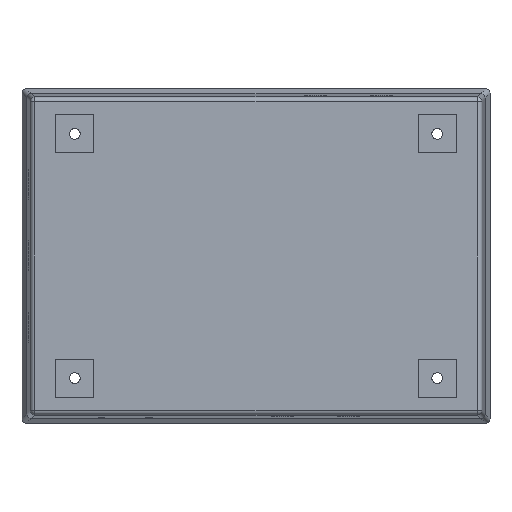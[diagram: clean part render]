
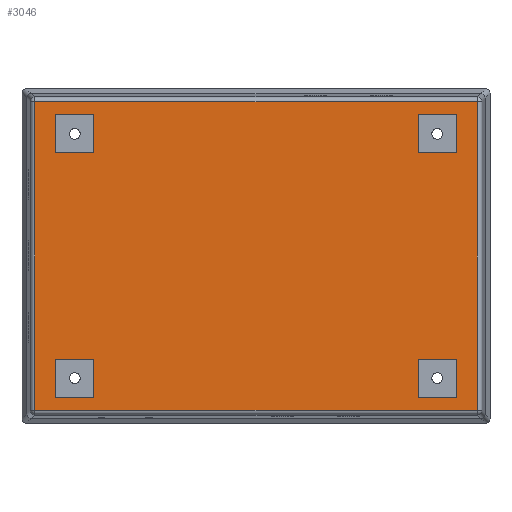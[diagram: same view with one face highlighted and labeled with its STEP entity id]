
A CAD part, front view. The second image highlights one B-rep face of the part: STEP entity #3046.
In plain terms, the highlighted planar face has unit normal (0, -1, 0).
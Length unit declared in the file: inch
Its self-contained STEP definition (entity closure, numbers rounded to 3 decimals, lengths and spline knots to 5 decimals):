
#1585=CARTESIAN_POINT('',(-5.79916,-4.75,4.04916));
#1586=VERTEX_POINT('',#1585);
#1620=CARTESIAN_POINT('',(5.79916,-4.75,4.04916));
#1621=VERTEX_POINT('',#1620);
#1655=CARTESIAN_POINT('',(-5.79916,-4.75,-4.04916));
#1656=VERTEX_POINT('',#1655);
#1732=CARTESIAN_POINT('',(5.79916,-4.75,-4.04916));
#1733=VERTEX_POINT('',#1732);
#2045=CARTESIAN_POINT('',(5.79916,-4.75,4.04916));
#2046=DIRECTION('',(0.0,0.0,-1.0));
#2047=VECTOR('',#2046,8.09833);
#2048=LINE('',#2045,#2047);
#2049=EDGE_CURVE('',#1621,#1733,#2048,.T.);
#2067=CARTESIAN_POINT('',(5.79916,-4.75,-4.04916));
#2068=DIRECTION('',(-1.0,0.0,0.0));
#2069=VECTOR('',#2068,11.59833);
#2070=LINE('',#2067,#2069);
#2071=EDGE_CURVE('',#1733,#1656,#2070,.T.);
#2507=CARTESIAN_POINT('',(-5.79916,-4.75,-4.04916));
#2508=DIRECTION('',(0.0,0.0,1.0));
#2509=VECTOR('',#2508,8.09833);
#2510=LINE('',#2507,#2509);
#2511=EDGE_CURVE('',#1656,#1586,#2510,.T.);
#2529=CARTESIAN_POINT('',(-5.79916,-4.75,4.04916));
#2530=DIRECTION('',(1.0,0.0,0.0));
#2531=VECTOR('',#2530,11.59833);
#2532=LINE('',#2529,#2531);
#2533=EDGE_CURVE('',#1586,#1621,#2532,.T.);
#2899=CARTESIAN_POINT('',(0.0,-4.75,0.0));
#2900=DIRECTION('',(0.0,1.0,0.0));
#2901=DIRECTION('',(0.0,0.0,1.0));
#2902=AXIS2_PLACEMENT_3D('',#2899,#2900,#2901);
#2903=PLANE('',#2902);
#2904=ORIENTED_EDGE('',*,*,#2049,.F.);
#2905=ORIENTED_EDGE('',*,*,#2533,.F.);
#2906=ORIENTED_EDGE('',*,*,#2511,.F.);
#2907=ORIENTED_EDGE('',*,*,#2071,.F.);
#2908=EDGE_LOOP('',(#2904,#2905,#2906,#2907));
#2909=FACE_OUTER_BOUND('',#2908,.T.);
#2910=CARTESIAN_POINT('',(5.25,-4.75,-2.7));
#2911=VERTEX_POINT('',#2910);
#2912=CARTESIAN_POINT('',(5.25,-4.75,-3.7));
#2913=VERTEX_POINT('',#2912);
#2914=CARTESIAN_POINT('',(5.25,-4.75,-2.7));
#2915=DIRECTION('',(0.0,0.0,-1.0));
#2916=VECTOR('',#2915,1.);
#2917=LINE('',#2914,#2916);
#2918=EDGE_CURVE('',#2911,#2913,#2917,.T.);
#2919=ORIENTED_EDGE('',*,*,#2918,.T.);
#2920=CARTESIAN_POINT('',(4.25,-4.75,-3.7));
#2921=VERTEX_POINT('',#2920);
#2922=CARTESIAN_POINT('',(5.25,-4.75,-3.7));
#2923=DIRECTION('',(-1.0,0.0,0.0));
#2924=VECTOR('',#2923,1.0);
#2925=LINE('',#2922,#2924);
#2926=EDGE_CURVE('',#2913,#2921,#2925,.T.);
#2927=ORIENTED_EDGE('',*,*,#2926,.T.);
#2928=CARTESIAN_POINT('',(4.25,-4.75,-2.7));
#2929=VERTEX_POINT('',#2928);
#2930=CARTESIAN_POINT('',(4.25,-4.75,-3.7));
#2931=DIRECTION('',(0.0,0.0,1.0));
#2932=VECTOR('',#2931,1.);
#2933=LINE('',#2930,#2932);
#2934=EDGE_CURVE('',#2921,#2929,#2933,.T.);
#2935=ORIENTED_EDGE('',*,*,#2934,.T.);
#2936=CARTESIAN_POINT('',(4.25,-4.75,-2.7));
#2937=DIRECTION('',(1.0,0.0,0.0));
#2938=VECTOR('',#2937,1.);
#2939=LINE('',#2936,#2938);
#2940=EDGE_CURVE('',#2929,#2911,#2939,.T.);
#2941=ORIENTED_EDGE('',*,*,#2940,.T.);
#2942=EDGE_LOOP('',(#2919,#2927,#2935,#2941));
#2943=FACE_BOUND('',#2942,.T.);
#2944=CARTESIAN_POINT('',(-5.25,-4.75,2.7));
#2945=VERTEX_POINT('',#2944);
#2946=CARTESIAN_POINT('',(-5.25,-4.75,3.7));
#2947=VERTEX_POINT('',#2946);
#2948=CARTESIAN_POINT('',(-5.25,-4.75,2.7));
#2949=DIRECTION('',(0.0,0.0,1.0));
#2950=VECTOR('',#2949,1.);
#2951=LINE('',#2948,#2950);
#2952=EDGE_CURVE('',#2945,#2947,#2951,.T.);
#2953=ORIENTED_EDGE('',*,*,#2952,.T.);
#2954=CARTESIAN_POINT('',(-4.25,-4.75,3.7));
#2955=VERTEX_POINT('',#2954);
#2956=CARTESIAN_POINT('',(-5.25,-4.75,3.7));
#2957=DIRECTION('',(1.0,0.0,0.0));
#2958=VECTOR('',#2957,1.);
#2959=LINE('',#2956,#2958);
#2960=EDGE_CURVE('',#2947,#2955,#2959,.T.);
#2961=ORIENTED_EDGE('',*,*,#2960,.T.);
#2962=CARTESIAN_POINT('',(-4.25,-4.75,2.7));
#2963=VERTEX_POINT('',#2962);
#2964=CARTESIAN_POINT('',(-4.25,-4.75,3.7));
#2965=DIRECTION('',(0.0,0.0,-1.0));
#2966=VECTOR('',#2965,1.);
#2967=LINE('',#2964,#2966);
#2968=EDGE_CURVE('',#2955,#2963,#2967,.T.);
#2969=ORIENTED_EDGE('',*,*,#2968,.T.);
#2970=CARTESIAN_POINT('',(-4.25,-4.75,2.7));
#2971=DIRECTION('',(-1.0,0.0,0.0));
#2972=VECTOR('',#2971,1.0);
#2973=LINE('',#2970,#2972);
#2974=EDGE_CURVE('',#2963,#2945,#2973,.T.);
#2975=ORIENTED_EDGE('',*,*,#2974,.T.);
#2976=EDGE_LOOP('',(#2953,#2961,#2969,#2975));
#2977=FACE_BOUND('',#2976,.T.);
#2978=CARTESIAN_POINT('',(-4.25,-4.75,-2.7));
#2979=VERTEX_POINT('',#2978);
#2980=CARTESIAN_POINT('',(-4.25,-4.75,-3.7));
#2981=VERTEX_POINT('',#2980);
#2982=CARTESIAN_POINT('',(-4.25,-4.75,-2.7));
#2983=DIRECTION('',(0.0,0.0,-1.0));
#2984=VECTOR('',#2983,1.0);
#2985=LINE('',#2982,#2984);
#2986=EDGE_CURVE('',#2979,#2981,#2985,.T.);
#2987=ORIENTED_EDGE('',*,*,#2986,.T.);
#2988=CARTESIAN_POINT('',(-5.25,-4.75,-3.7));
#2989=VERTEX_POINT('',#2988);
#2990=CARTESIAN_POINT('',(-4.25,-4.75,-3.7));
#2991=DIRECTION('',(-1.0,0.0,0.0));
#2992=VECTOR('',#2991,1.);
#2993=LINE('',#2990,#2992);
#2994=EDGE_CURVE('',#2981,#2989,#2993,.T.);
#2995=ORIENTED_EDGE('',*,*,#2994,.T.);
#2996=CARTESIAN_POINT('',(-5.25,-4.75,-2.7));
#2997=VERTEX_POINT('',#2996);
#2998=CARTESIAN_POINT('',(-5.25,-4.75,-3.7));
#2999=DIRECTION('',(0.0,0.0,1.0));
#3000=VECTOR('',#2999,1.0);
#3001=LINE('',#2998,#3000);
#3002=EDGE_CURVE('',#2989,#2997,#3001,.T.);
#3003=ORIENTED_EDGE('',*,*,#3002,.T.);
#3004=CARTESIAN_POINT('',(-5.25,-4.75,-2.7));
#3005=DIRECTION('',(1.0,0.0,0.0));
#3006=VECTOR('',#3005,1.);
#3007=LINE('',#3004,#3006);
#3008=EDGE_CURVE('',#2997,#2979,#3007,.T.);
#3009=ORIENTED_EDGE('',*,*,#3008,.T.);
#3010=EDGE_LOOP('',(#2987,#2995,#3003,#3009));
#3011=FACE_BOUND('',#3010,.T.);
#3012=CARTESIAN_POINT('',(5.25,-4.75,3.7));
#3013=VERTEX_POINT('',#3012);
#3014=CARTESIAN_POINT('',(5.25,-4.75,2.7));
#3015=VERTEX_POINT('',#3014);
#3016=CARTESIAN_POINT('',(5.25,-4.75,3.7));
#3017=DIRECTION('',(0.0,0.0,-1.0));
#3018=VECTOR('',#3017,1.);
#3019=LINE('',#3016,#3018);
#3020=EDGE_CURVE('',#3013,#3015,#3019,.T.);
#3021=ORIENTED_EDGE('',*,*,#3020,.T.);
#3022=CARTESIAN_POINT('',(4.25,-4.75,2.7));
#3023=VERTEX_POINT('',#3022);
#3024=CARTESIAN_POINT('',(5.25,-4.75,2.7));
#3025=DIRECTION('',(-1.0,0.0,0.0));
#3026=VECTOR('',#3025,1.0);
#3027=LINE('',#3024,#3026);
#3028=EDGE_CURVE('',#3015,#3023,#3027,.T.);
#3029=ORIENTED_EDGE('',*,*,#3028,.T.);
#3030=CARTESIAN_POINT('',(4.25,-4.75,3.7));
#3031=VERTEX_POINT('',#3030);
#3032=CARTESIAN_POINT('',(4.25,-4.75,2.7));
#3033=DIRECTION('',(0.0,0.0,1.0));
#3034=VECTOR('',#3033,1.);
#3035=LINE('',#3032,#3034);
#3036=EDGE_CURVE('',#3023,#3031,#3035,.T.);
#3037=ORIENTED_EDGE('',*,*,#3036,.T.);
#3038=CARTESIAN_POINT('',(4.25,-4.75,3.7));
#3039=DIRECTION('',(1.0,0.0,0.0));
#3040=VECTOR('',#3039,1.);
#3041=LINE('',#3038,#3040);
#3042=EDGE_CURVE('',#3031,#3013,#3041,.T.);
#3043=ORIENTED_EDGE('',*,*,#3042,.T.);
#3044=EDGE_LOOP('',(#3021,#3029,#3037,#3043));
#3045=FACE_BOUND('',#3044,.T.);
#3046=ADVANCED_FACE('',(#2909,#2943,#2977,#3011,#3045),#2903,.F.);
